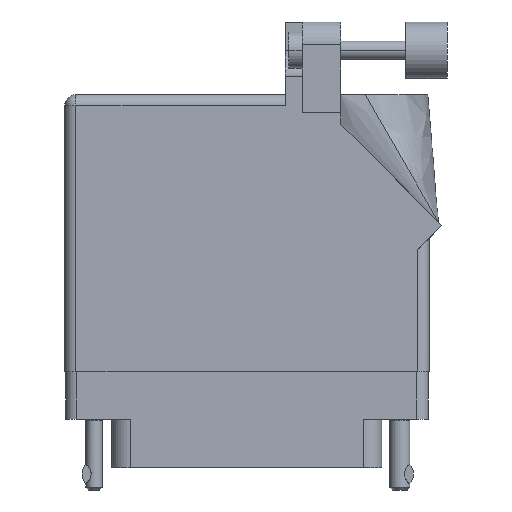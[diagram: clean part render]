
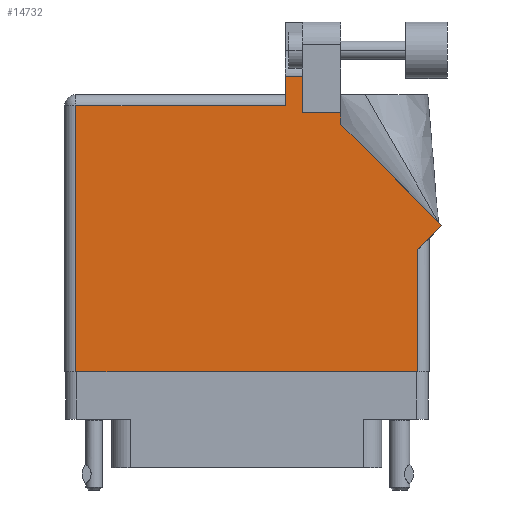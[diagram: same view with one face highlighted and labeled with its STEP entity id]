
A CAD part, front view. The second image highlights one B-rep face of the part: STEP entity #14732.
In plain terms, the highlighted face is planar.
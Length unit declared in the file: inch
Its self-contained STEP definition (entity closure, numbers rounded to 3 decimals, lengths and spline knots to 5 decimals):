
#118 = ORIENTED_EDGE ( 'NONE', *, *, #45404, .T. ) ;
#1820 = EDGE_CURVE ( 'NONE', #43048, #3859, #7457, .T. ) ;
#2496 = CARTESIAN_POINT ( 'NONE',  ( 1.217, 1.6315, 0. ) ) ;
#2658 = PLANE ( 'NONE',  #43865 ) ;
#3045 = EDGE_CURVE ( 'NONE', #46880, #24637, #10444, .T. ) ;
#3859 = VERTEX_POINT ( 'NONE', #46396 ) ;
#4172 = VECTOR ( 'NONE', #8001, 39.37008 ) ;
#5640 = CARTESIAN_POINT ( 'NONE',  ( 1.311, 1.43, 0. ) ) ;
#6124 = DIRECTION ( 'NONE',  ( 0., -1., 0. ) ) ;
#6693 = ORIENTED_EDGE ( 'NONE', *, *, #48181, .T. ) ;
#7457 = LINE ( 'NONE', #22433, #30583 ) ;
#7604 = ORIENTED_EDGE ( 'NONE', *, *, #3045, .T. ) ;
#7770 = VECTOR ( 'NONE', #6124, 39.37008 ) ;
#7988 = CARTESIAN_POINT ( 'NONE',  ( 1.948, 0., 0. ) ) ;
#8001 = DIRECTION ( 'NONE',  ( -1., 0., 0. ) ) ;
#9772 = DIRECTION ( 'NONE',  ( 0., 1., 0. ) ) ;
#9811 = LINE ( 'NONE', #24781, #7770 ) ;
#9896 = VECTOR ( 'NONE', #36853, 39.37008 ) ;
#9986 = VECTOR ( 'NONE', #29163, 39.37008 ) ;
#10021 = EDGE_CURVE ( 'NONE', #24637, #42478, #31852, .T. ) ;
#10444 = LINE ( 'NONE', #40383, #15836 ) ;
#10720 = VECTOR ( 'NONE', #33018, 39.37008 ) ;
#12821 = EDGE_CURVE ( 'NONE', #20763, #43048, #45223, .T. ) ;
#13178 = CARTESIAN_POINT ( 'NONE',  ( 1.948, 0.737, 0. ) ) ;
#13651 = ORIENTED_EDGE ( 'NONE', *, *, #13807, .T. ) ;
#13807 = EDGE_CURVE ( 'NONE', #42478, #20763, #43685, .T. ) ;
#14245 = VECTOR ( 'NONE', #22308, 39.37008 ) ;
#14732 = ADVANCED_FACE ( 'NONE', ( #25245 ), #2658, .F. ) ;
#15398 = ORIENTED_EDGE ( 'NONE', *, *, #23878, .T. ) ;
#15836 = VECTOR ( 'NONE', #24445, 39.37008 ) ;
#16663 = CARTESIAN_POINT ( 'NONE',  ( 0.062, 1.468, 0. ) ) ;
#17659 = LINE ( 'NONE', #25752, #14245 ) ;
#17870 = DIRECTION ( 'NONE',  ( -1., 0., 0. ) ) ;
#18037 = DIRECTION ( 'NONE',  ( 0., -1., 0. ) ) ;
#18594 = ORIENTED_EDGE ( 'NONE', *, *, #27003, .T. ) ;
#19351 = CARTESIAN_POINT ( 'NONE',  ( 0.062, 0., 0. ) ) ;
#19602 = VERTEX_POINT ( 'NONE', #19351 ) ;
#20763 = VERTEX_POINT ( 'NONE', #27075 ) ;
#21221 = CARTESIAN_POINT ( 'NONE',  ( 1.311, 1.43, 0. ) ) ;
#22308 = DIRECTION ( 'NONE',  ( 1., 0., 0. ) ) ;
#22433 = CARTESIAN_POINT ( 'NONE',  ( 1.217, 1.53, 0. ) ) ;
#22746 = LINE ( 'NONE', #45543, #4172 ) ;
#23061 = VERTEX_POINT ( 'NONE', #43874 ) ;
#23301 = VERTEX_POINT ( 'NONE', #7988 ) ;
#23775 = VECTOR ( 'NONE', #9772, 39.37008 ) ;
#23878 = EDGE_CURVE ( 'NONE', #3859, #36217, #22746, .T. ) ;
#24445 = DIRECTION ( 'NONE',  ( 0., 1., 0. ) ) ;
#24637 = VERTEX_POINT ( 'NONE', #32691 ) ;
#24781 = CARTESIAN_POINT ( 'NONE',  ( 0.062, 0., 0. ) ) ;
#25245 = FACE_OUTER_BOUND ( 'NONE', #31678, .T. ) ;
#25752 = CARTESIAN_POINT ( 'NONE',  ( 0., 0., 0. ) ) ;
#25923 = LINE ( 'NONE', #26156, #10720 ) ;
#26156 = CARTESIAN_POINT ( 'NONE',  ( 2.01, 0.737, 0. ) ) ;
#26331 = DIRECTION ( 'NONE',  ( -1., 0., 0. ) ) ;
#27003 = EDGE_CURVE ( 'NONE', #23301, #28126, #32067, .T. ) ;
#27075 = CARTESIAN_POINT ( 'NONE',  ( 1.311, 1.6315, 0. ) ) ;
#27963 = DIRECTION ( 'NONE',  ( 0., 1., 0. ) ) ;
#28126 = VERTEX_POINT ( 'NONE', #32781 ) ;
#28432 = VECTOR ( 'NONE', #26331, 39.37008 ) ;
#28778 = ORIENTED_EDGE ( 'NONE', *, *, #1820, .T. ) ;
#29163 = DIRECTION ( 'NONE',  ( -1., 0., 0. ) ) ;
#30583 = VECTOR ( 'NONE', #18037, 39.37008 ) ;
#31678 = EDGE_LOOP ( 'NONE', ( #13651, #46807, #28778, #15398, #41327, #38120, #18594, #6693, #118, #7604, #48358 ) ) ;
#31852 = LINE ( 'NONE', #47090, #9986 ) ;
#32040 = CARTESIAN_POINT ( 'NONE',  ( 1.524, 1.36442, 0. ) ) ;
#32067 = LINE ( 'NONE', #13178, #23775 ) ;
#32691 = CARTESIAN_POINT ( 'NONE',  ( 1.524, 1.43, 0. ) ) ;
#32781 = CARTESIAN_POINT ( 'NONE',  ( 1.948, 0.675, 0. ) ) ;
#33018 = DIRECTION ( 'NONE',  ( 0.707, 0.707, 0. ) ) ;
#33765 = EDGE_CURVE ( 'NONE', #19602, #23301, #17659, .T. ) ;
#36217 = VERTEX_POINT ( 'NONE', #16663 ) ;
#36853 = DIRECTION ( 'NONE',  ( -0.707, 0.707, 0. ) ) ;
#38120 = ORIENTED_EDGE ( 'NONE', *, *, #33765, .T. ) ;
#39917 = VECTOR ( 'NONE', #27963, 39.37008 ) ;
#40069 = CARTESIAN_POINT ( 'NONE',  ( 2.08071, 0.80771, 0. ) ) ;
#40200 = DIRECTION ( 'NONE',  ( 0., 0., -1. ) ) ;
#40383 = CARTESIAN_POINT ( 'NONE',  ( 1.524, 1.36442, 0. ) ) ;
#41327 = ORIENTED_EDGE ( 'NONE', *, *, #43533, .T. ) ;
#42478 = VERTEX_POINT ( 'NONE', #21221 ) ;
#43048 = VERTEX_POINT ( 'NONE', #2496 ) ;
#43533 = EDGE_CURVE ( 'NONE', #36217, #19602, #9811, .T. ) ;
#43685 = LINE ( 'NONE', #5640, #39917 ) ;
#43865 = AXIS2_PLACEMENT_3D ( 'NONE', #48038, #40200, #17870 ) ;
#43874 = CARTESIAN_POINT ( 'NONE',  ( 2.08071, 0.80771, 0. ) ) ;
#45223 = LINE ( 'NONE', #48436, #28432 ) ;
#45404 = EDGE_CURVE ( 'NONE', #23061, #46880, #48390, .T. ) ;
#45543 = CARTESIAN_POINT ( 'NONE',  ( 0., 1.468, 0. ) ) ;
#46396 = CARTESIAN_POINT ( 'NONE',  ( 1.217, 1.468, 0. ) ) ;
#46807 = ORIENTED_EDGE ( 'NONE', *, *, #12821, .T. ) ;
#46880 = VERTEX_POINT ( 'NONE', #32040 ) ;
#47090 = CARTESIAN_POINT ( 'NONE',  ( 1.524, 1.43, 0. ) ) ;
#48038 = CARTESIAN_POINT ( 'NONE',  ( 0., 1.53, 0. ) ) ;
#48181 = EDGE_CURVE ( 'NONE', #28126, #23061, #25923, .T. ) ;
#48358 = ORIENTED_EDGE ( 'NONE', *, *, #10021, .T. ) ;
#48390 = LINE ( 'NONE', #40069, #9896 ) ;
#48436 = CARTESIAN_POINT ( 'NONE',  ( 1.64177, 1.6315, 0. ) ) ;
